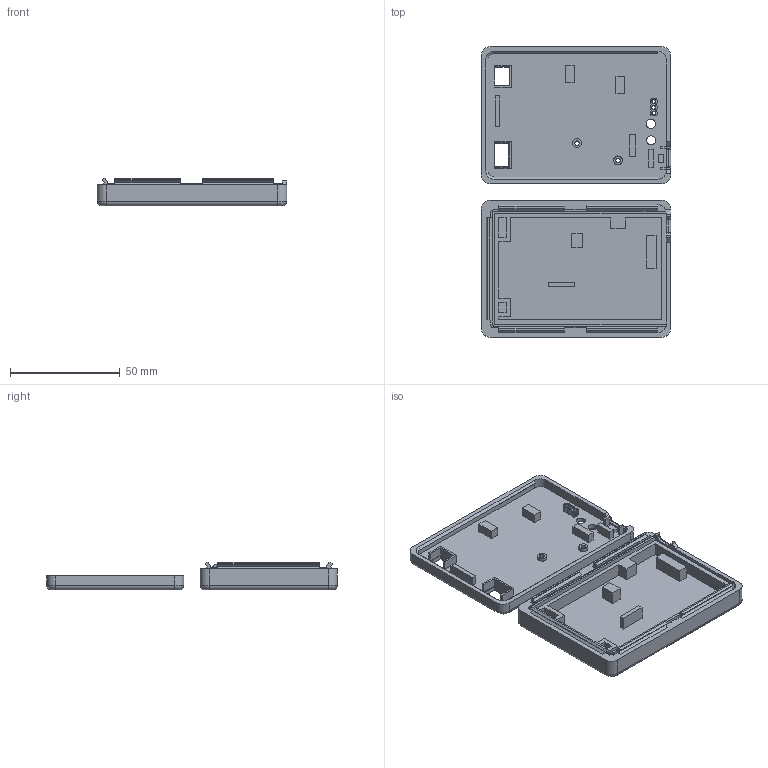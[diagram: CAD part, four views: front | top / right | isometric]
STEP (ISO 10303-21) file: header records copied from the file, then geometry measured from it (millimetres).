
FILE_DESCRIPTION(/* description */ (''),/* implementation_level */ '2;1');
FILE_NAME(/* name */ 'TeensyBat Enclosure.step',/* time_stamp */ '2020-09-18T13:14:06+02:00',/* author */ (''),/* organization */ (''),/* preprocessor_version */ 'ST-DEVELOPER v18',/* originating_system */ 'Autodesk Translation Framework v8.12.0.6',/* authorisation */ '');
FILE_SCHEMA (('AUTOMOTIVE_DESIGN { 1 0 10303 214 3 1 1 }'));
Length unit declared in the file: millimetre
Products named in the file (4): TeensyBat Enclosure; Box; Top Box; Bottom Box
Assembly tree (3 placements, depth 3):
  TeensyBat Enclosure
    Box
      Top Box
      Bottom Box
Bounding box: 86.4 x 132.4 x 12.6 mm (x, y, z)
Volume: 36332.3 mm3; surface area: 36151.1 mm2
Topology: 2 solids, 2 shells, 312 faces, 806 edges, 517 vertices
Faces by surface type: plane 230, cylinder 60, cone 8, bspline 8, torus 6
Full cylindrical faces by diameter (mm): 1.6 x3, 2 x4, 4 x2, 4.12 x2
Entity records: 9544 total; most frequent: CARTESIAN_POINT 1706, ORIENTED_EDGE 1612, DIRECTION 1577, EDGE_CURVE 806, LINE 657, VECTOR 657, VERTEX_POINT 517, AXIS2_PLACEMENT_3D 460
